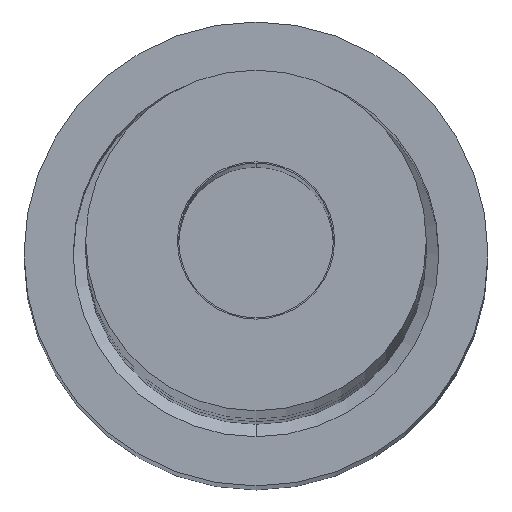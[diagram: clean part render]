
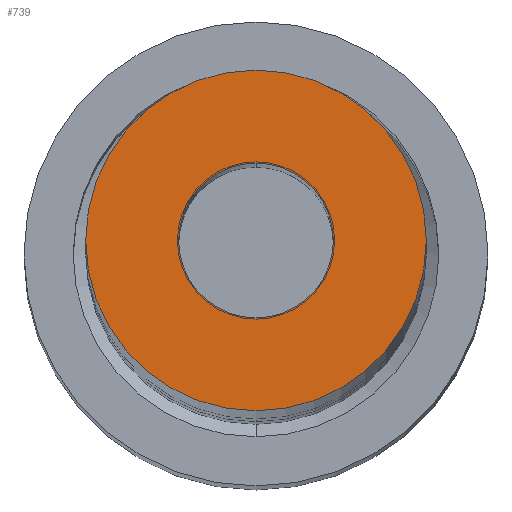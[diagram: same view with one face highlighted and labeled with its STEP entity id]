
A CAD part, top view. The second image highlights one B-rep face of the part: STEP entity #739.
In plain terms, the highlighted face is planar.
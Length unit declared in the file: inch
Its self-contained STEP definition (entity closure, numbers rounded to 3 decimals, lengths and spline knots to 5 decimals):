
#494=CARTESIAN_POINT('',(-50.,0.,0.));
#495=DIRECTION('',(-1.,0.,0.));
#496=DIRECTION('',(0.,-1.,0.));
#497=AXIS2_PLACEMENT_3D('',#494,#495,#496);
#499=CARTESIAN_POINT('',(-50.,0.,0.));
#500=DIRECTION('',(-1.,0.,0.));
#501=DIRECTION('',(0.,1.,0.));
#502=AXIS2_PLACEMENT_3D('',#499,#500,#501);
#504=CARTESIAN_POINT('',(-50.,0.,0.));
#505=DIRECTION('',(-1.,0.,0.));
#506=DIRECTION('',(0.,-1.,0.));
#507=AXIS2_PLACEMENT_3D('',#504,#505,#506);
#509=CARTESIAN_POINT('',(-50.,0.,0.));
#510=DIRECTION('',(-1.,0.,0.));
#511=DIRECTION('',(0.,1.,0.));
#512=AXIS2_PLACEMENT_3D('',#509,#510,#511);
#534=CARTESIAN_POINT('',(-50.,-1.1,0.));
#535=CARTESIAN_POINT('',(-50.,1.1,0.));
#536=VERTEX_POINT('',#534);
#537=VERTEX_POINT('',#535);
#542=CARTESIAN_POINT('',(-50.,-0.5,0.));
#543=CARTESIAN_POINT('',(-50.,0.5,0.));
#544=VERTEX_POINT('',#542);
#545=VERTEX_POINT('',#543);
#724=CARTESIAN_POINT('',(-50.,0.,0.));
#725=DIRECTION('',(-1.,0.,0.));
#726=DIRECTION('',(0.,-1.,0.));
#727=AXIS2_PLACEMENT_3D('',#724,#725,#726);
#728=PLANE('',#727);
#729=ORIENTED_EDGE('',*,*,#704,.F.);
#730=ORIENTED_EDGE('',*,*,#718,.F.);
#731=EDGE_LOOP('',(#729,#730));
#732=FACE_OUTER_BOUND('',#731,.F.);
#734=ORIENTED_EDGE('',*,*,#733,.T.);
#736=ORIENTED_EDGE('',*,*,#735,.T.);
#737=EDGE_LOOP('',(#734,#736));
#738=FACE_BOUND('',#737,.F.);
#739=ADVANCED_FACE('',(#732,#738),#728,.T.);
#498=CIRCLE('',#497,1.1);
#503=CIRCLE('',#502,1.1);
#508=CIRCLE('',#507,0.5);
#513=CIRCLE('',#512,0.5);
#704=EDGE_CURVE('',#536,#537,#498,.T.);
#718=EDGE_CURVE('',#537,#536,#503,.T.);
#733=EDGE_CURVE('',#544,#545,#508,.T.);
#735=EDGE_CURVE('',#545,#544,#513,.T.);
